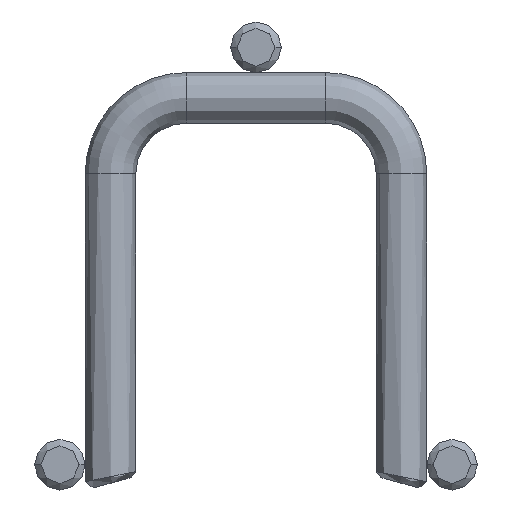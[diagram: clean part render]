
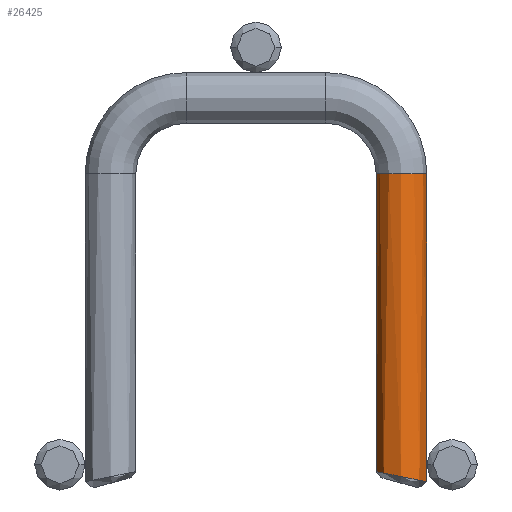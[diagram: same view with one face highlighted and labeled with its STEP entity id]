
A CAD part, front view. The second image highlights one B-rep face of the part: STEP entity #26425.
In plain terms, the highlighted cylindrical face has radius 2 mm (diameter 4 mm), a partial arc.
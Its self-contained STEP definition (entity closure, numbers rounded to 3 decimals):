
#26035=DIRECTION('',(0.,0.,-1.));
#26036=VECTOR('',#26035,23.545);
#26037=CARTESIAN_POINT('',(9.5,-3002.,-8.));
#26038=LINE('',#26037,#26036);
#26039=CARTESIAN_POINT('',(9.5,-3002.,-31.545));
#26040=CARTESIAN_POINT('',(9.5,-3002.122,-31.545));
#26041=CARTESIAN_POINT('',(9.522,-3002.365,
-31.549));
#26042=CARTESIAN_POINT('',(9.622,-3002.719,
-31.569));
#26043=CARTESIAN_POINT('',(9.784,-3003.049,
-31.602));
#26044=CARTESIAN_POINT('',(10.005,-3003.346,
-31.646));
#26045=CARTESIAN_POINT('',(10.278,-3003.598,
-31.701));
#26046=CARTESIAN_POINT('',(10.595,-3003.796,
-31.764));
#26047=CARTESIAN_POINT('',(10.943,-3003.933,
-31.835));
#26048=CARTESIAN_POINT('',(11.312,-3004.003,
-31.909));
#26049=CARTESIAN_POINT('',(11.688,-3004.003,
-31.984));
#26050=CARTESIAN_POINT('',(12.057,-3003.933,
-32.058));
#26051=CARTESIAN_POINT('',(12.406,-3003.796,
-32.128));
#26052=CARTESIAN_POINT('',(12.722,-3003.598,
-32.192));
#26053=CARTESIAN_POINT('',(12.995,-3003.346,
-32.247));
#26054=CARTESIAN_POINT('',(13.216,-3003.049,
-32.291));
#26055=CARTESIAN_POINT('',(13.379,-3002.718,
-32.324));
#26056=CARTESIAN_POINT('',(13.478,-3002.365,
-32.344));
#26057=CARTESIAN_POINT('',(13.5,-3002.122,-32.348));
#26058=CARTESIAN_POINT('',(13.5,-3002.,-32.348));
#26060=CARTESIAN_POINT('',(11.5,-3002.,-8.));
#26061=DIRECTION('',(0.,0.,-1.));
#26062=DIRECTION('',(1.,0.,0.));
#26063=AXIS2_PLACEMENT_3D('',#26060,#26061,#26062);
#26065=DIRECTION('',(0.,0.,-1.));
#26066=VECTOR('',#26065,24.348);
#26067=CARTESIAN_POINT('',(13.5,-3002.,-8.));
#26068=LINE('',#26067,#26066);
#26285=CARTESIAN_POINT('',(9.5,-3002.,-8.));
#26286=CARTESIAN_POINT('',(13.5,-3002.,-8.));
#26287=VERTEX_POINT('',#26285);
#26288=VERTEX_POINT('',#26286);
#26293=VERTEX_POINT('',#26039);
#26294=VERTEX_POINT('',#26058);
#26412=CARTESIAN_POINT('',(11.5,-3002.,-8.));
#26413=DIRECTION('',(0.,0.,-1.));
#26414=DIRECTION('',(-1.,0.,0.));
#26415=AXIS2_PLACEMENT_3D('',#26412,#26413,#26414);
#26416=CYLINDRICAL_SURFACE('',#26415,2.);
#26418=ORIENTED_EDGE('',*,*,#26417,.F.);
#26419=ORIENTED_EDGE('',*,*,#26407,.F.);
#26421=ORIENTED_EDGE('',*,*,#26420,.F.);
#26422=ORIENTED_EDGE('',*,*,#26403,.T.);
#26423=EDGE_LOOP('',(#26418,#26419,#26421,#26422));
#26424=FACE_OUTER_BOUND('',#26423,.F.);
#26425=ADVANCED_FACE('',(#26424),#26416,.T.);
#26059=B_SPLINE_CURVE_WITH_KNOTS('',3,(#26039,#26040,#26041,#26042,#26043,
#26044,#26045,#26046,#26047,#26048,#26049,#26050,#26051,#26052,#26053,#26054,
#26055,#26056,#26057,#26058),.UNSPECIFIED.,.F.,.F.,(4,1,1,1,1,1,1,1,1,1,1,1,1,1,
1,1,1,4),(0.,0.059,0.118,0.176,
0.235,0.294,0.353,0.412,
0.471,0.529,0.588,0.647,
0.706,0.765,0.824,0.882,
0.941,1.),.UNSPECIFIED.);
#26064=CIRCLE('',#26063,2.);
#26403=EDGE_CURVE('',#26288,#26294,#26068,.T.);
#26407=EDGE_CURVE('',#26287,#26293,#26038,.T.);
#26417=EDGE_CURVE('',#26293,#26294,#26059,.T.);
#26420=EDGE_CURVE('',#26288,#26287,#26064,.T.);
